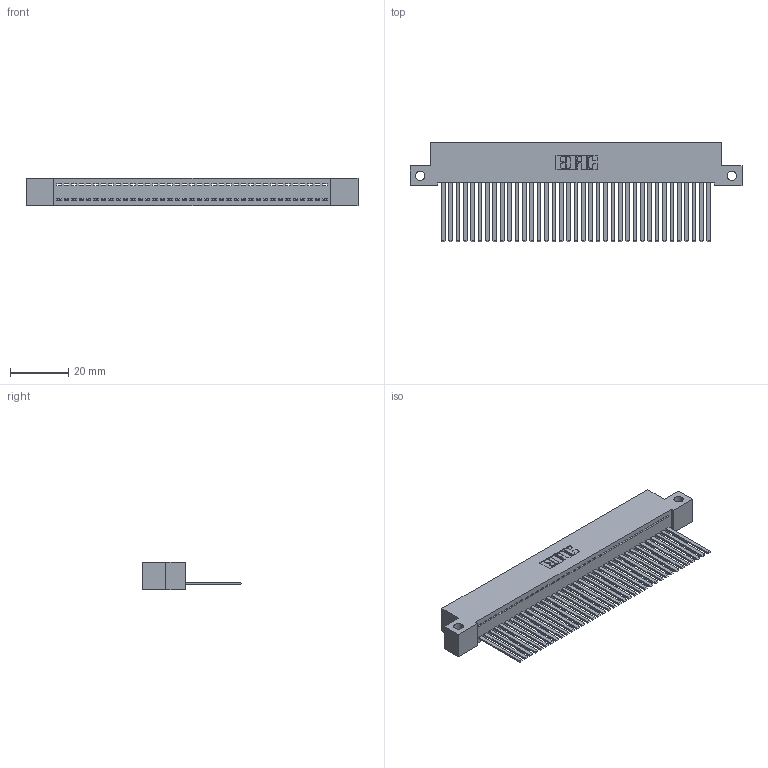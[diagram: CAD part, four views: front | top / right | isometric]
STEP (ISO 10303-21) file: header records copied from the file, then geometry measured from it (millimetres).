
FILE_DESCRIPTION (( 'STEP AP203' ), '1' );
FILE_NAME ('392-037-544-112.STEP', '2018-08-16T04:37:15', ( '' ), ( '' ), 'SwSTEP 2.0', 'SolidWorks 2016', '' );
FILE_SCHEMA (( 'CONFIG_CONTROL_DESIGN' ));
Length unit declared in the file: inch
Products named in the file (3): 345-292-001_345-293-144; 392-037-544-112; 342 Part_Side Mount
Assembly tree (38 placements, depth 2):
  392-037-544-112
    342 Part_Side Mount
    345-292-001_345-293-144  x37
Bounding box: 114.3 x 34.3 x 9.4 mm (x, y, z)
Volume: 10358 mm3; surface area: 16173.4 mm2
Topology: 38 solids, 38 shells, 2034 faces, 6145 edges, 4046 vertices
Faces by surface type: plane 1472, cylinder 562
Entity records: 22953 total; most frequent: CARTESIAN_POINT 3965, ORIENTED_EDGE 3938, DIRECTION 3351, EDGE_CURVE 1969, LINE 1845, VECTOR 1845, VERTEX_POINT 1310, AXIS2_PLACEMENT_3D 753
